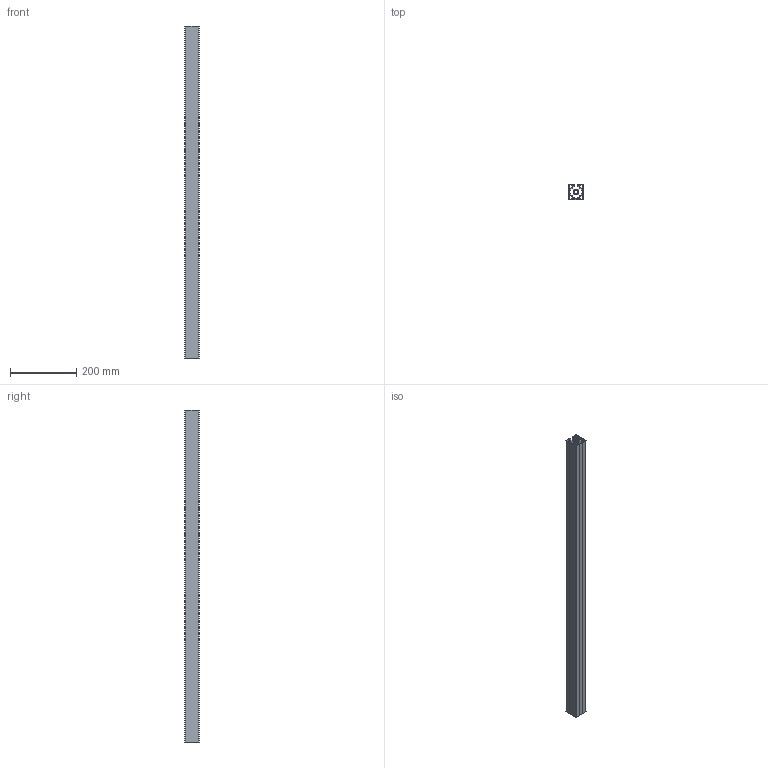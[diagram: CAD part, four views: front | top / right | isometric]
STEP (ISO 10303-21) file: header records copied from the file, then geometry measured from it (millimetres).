
FILE_DESCRIPTION(/* description */ (''),/* implementation_level */ '2;1');
FILE_NAME(/* name */ '80047_KriTec_Profil_10_45x45_3N_leicht.stp',/* time_stamp */ '2014-09-05T09:51:28+02:00',/* author */ ('kostic'),/* organization */ (''),/* preprocessor_version */ 'ST-DEVELOPER v15.2',/* originating_system */ 'Autodesk Inventor 2014',/* authorisation */ '');
FILE_SCHEMA (('AUTOMOTIVE_DESIGN { 1 0 10303 214 3 1 1 }'));
Length unit declared in the file: millimetre
Products named in the file (1): 80047_KriTec_Profil_10_45x45_3N_leicht
Bounding box: 45 x 45 x 1000 mm (x, y, z)
Volume: 644141.2 mm3; surface area: 676254.1 mm2
Topology: 1 solids, 1 shells, 122 faces, 360 edges, 240 vertices
Faces by surface type: plane 94, cylinder 28
Entity records: 4093 total; most frequent: CARTESIAN_POINT 723, ORIENTED_EDGE 720, DIRECTION 662, EDGE_CURVE 360, LINE 304, VECTOR 304, VERTEX_POINT 240, AXIS2_PLACEMENT_3D 179
